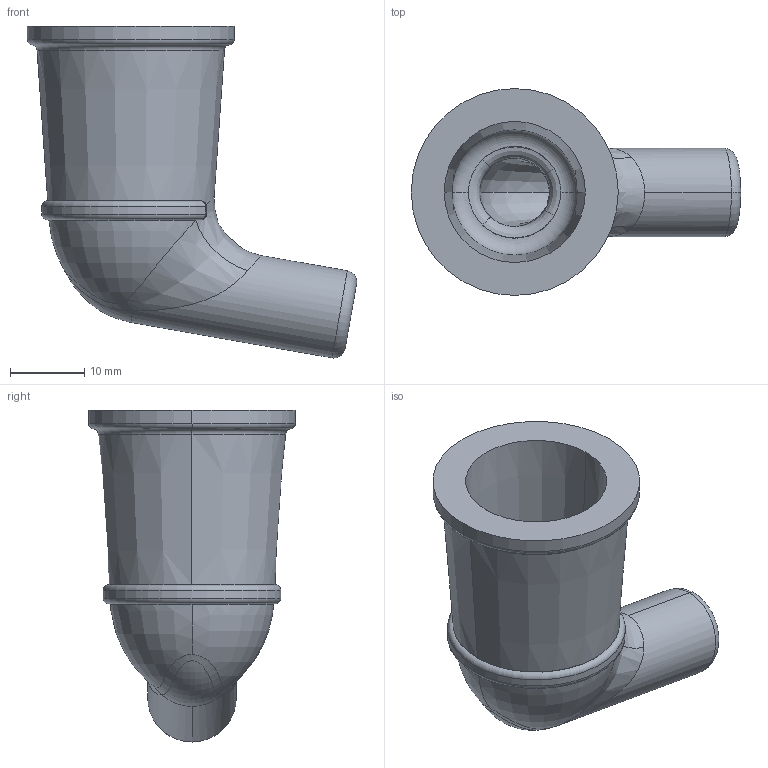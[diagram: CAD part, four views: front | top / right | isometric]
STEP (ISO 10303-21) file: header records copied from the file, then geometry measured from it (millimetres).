
FILE_DESCRIPTION (( 'STEP AP203' ), '1' );
FILE_NAME ('CB30.STEP', '2019-10-30T13:03:07', ( 'tempuser' ), ( 'Microsoft' ), 'SwSTEP 2.0', 'SolidWorks 2019', '' );
FILE_SCHEMA (( 'CONFIG_CONTROL_DESIGN' ));
Length unit declared in the file: inch
Products named in the file (1): CB30
Bounding box: 44.48 x 27.94 x 44.84 mm (x, y, z)
Volume: 10526.6 mm3; surface area: 6397.5 mm2
Topology: 1 solids, 1 shells, 53 faces, 126 edges, 71 vertices
Faces by surface type: cylinder 13, torus 13, bspline 10, plane 8, cone 5, sphere 4
Entity records: 3043 total; most frequent: CARTESIAN_POINT 1848, ORIENTED_EDGE 244, DIRECTION 224, EDGE_CURVE 122, AXIS2_PLACEMENT_3D 101, VERTEX_POINT 71, CIRCLE 57, EDGE_LOOP 55
